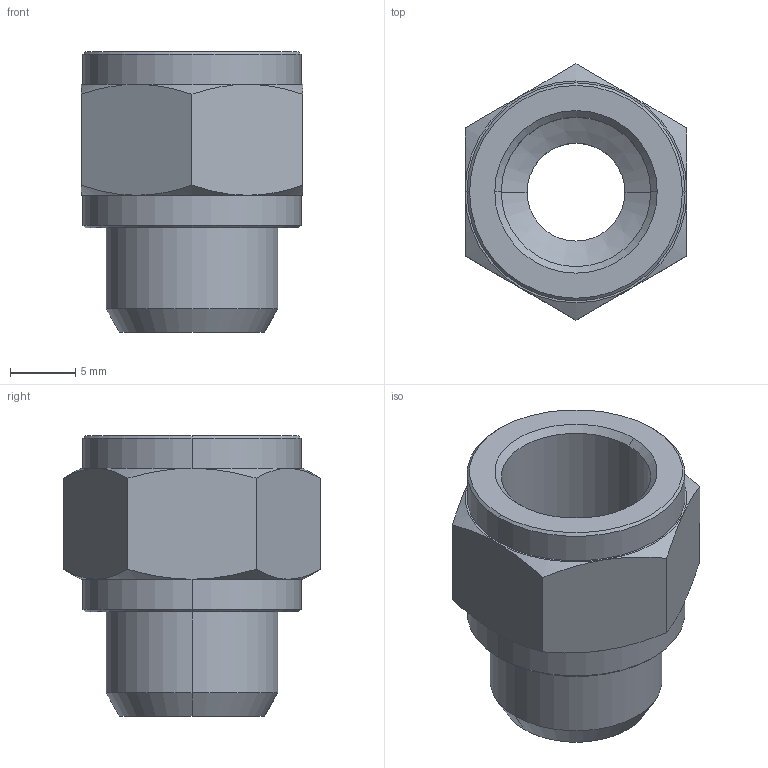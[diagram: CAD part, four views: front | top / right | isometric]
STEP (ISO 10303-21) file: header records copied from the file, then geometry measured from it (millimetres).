
FILE_DESCRIPTION((''),'2;1');
FILE_NAME('1021_Verlaengerung_L_10.stp','2011-10-05T08:19:50',('pascalzweiacker'),(''),'Autodesk Inventor 2012','Autodesk Inventor 2012','');
FILE_SCHEMA(('AUTOMOTIVE_DESIGN { 1 0 10303 214 1 1 1 1 }'));
Length unit declared in the file: millimetre
Products named in the file (1): 1021_Verlaengerung_L_10
Bounding box: 17 x 19.63 x 21.5 mm (x, y, z)
Volume: 2629.1 mm3; surface area: 2047.3 mm2
Topology: 1 solids, 1 shells, 45 faces, 109 edges, 69 vertices
Faces by surface type: cone 24, plane 11, cylinder 10
Entity records: 1338 total; most frequent: CARTESIAN_POINT 272, DIRECTION 234, ORIENTED_EDGE 218, EDGE_CURVE 109, AXIS2_PLACEMENT_3D 103, VERTEX_POINT 69, CIRCLE 57, EDGE_LOOP 50
